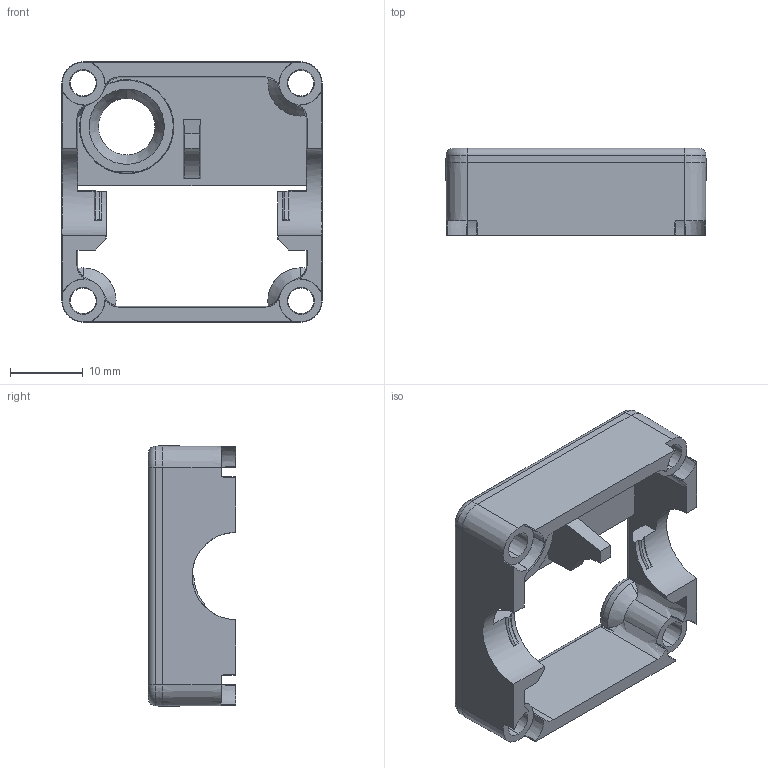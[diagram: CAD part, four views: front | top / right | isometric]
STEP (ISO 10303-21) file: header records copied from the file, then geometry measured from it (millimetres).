
FILE_DESCRIPTION (( 'STEP AP214' ), '1' );
FILE_NAME ('1748-D.STEP', '2015-07-16T09:30:38', ( '' ), ( '' ), 'SwSTEP 2.0', 'SolidWorks 2015', '' );
FILE_SCHEMA (( 'AUTOMOTIVE_DESIGN' ));
Length unit declared in the file: millimetre
Products named in the file (1): 1748-D
Bounding box: 35.89 x 12 x 35.89 mm (x, y, z)
Volume: 4324.8 mm3; surface area: 5001.8 mm2
Topology: 1 solids, 1 shells, 140 faces, 388 edges, 250 vertices
Faces by surface type: cone 43, plane 40, bspline 32, cylinder 17, torus 8
Entity records: 6641 total; most frequent: CARTESIAN_POINT 3399, ORIENTED_EDGE 776, DIRECTION 533, EDGE_CURVE 388, VERTEX_POINT 250, AXIS2_PLACEMENT_3D 206, B_SPLINE_CURVE_WITH_KNOTS 156, EDGE_LOOP 152
